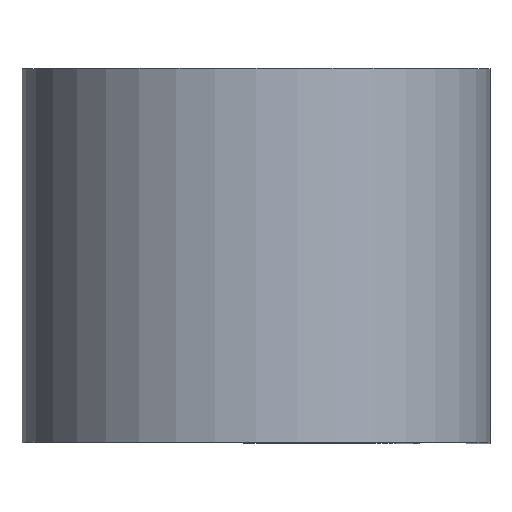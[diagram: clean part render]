
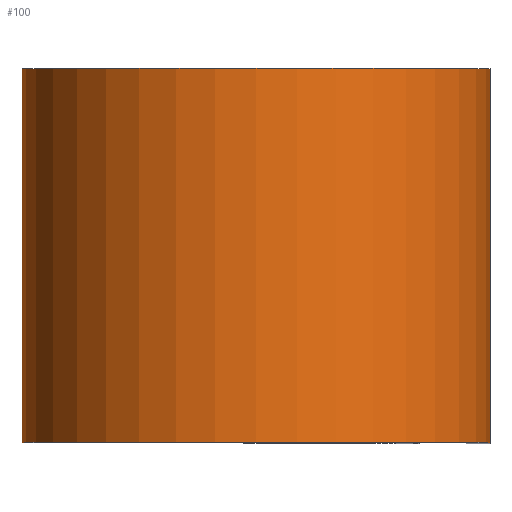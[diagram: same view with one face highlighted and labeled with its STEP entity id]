
A CAD part, top view. The second image highlights one B-rep face of the part: STEP entity #100.
In plain terms, the highlighted cylindrical face has radius 7.95 mm (diameter 15.9 mm), a partial arc.
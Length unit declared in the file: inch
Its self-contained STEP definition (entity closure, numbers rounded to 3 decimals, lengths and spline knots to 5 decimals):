
#2 = VERTEX_POINT ( 'NONE', #57 ) ;
#5 = CARTESIAN_POINT ( 'NONE',  ( 0., -0.25, -0.313 ) ) ;
#27 = ORIENTED_EDGE ( 'NONE', *, *, #151, .T. ) ;
#41 = LINE ( 'NONE', #89, #401 ) ;
#45 = DIRECTION ( 'NONE',  ( 1., 0., 0. ) ) ;
#57 = CARTESIAN_POINT ( 'NONE',  ( 0., 0.25, -0.313 ) ) ;
#74 = DIRECTION ( 'NONE',  ( 0., -1., 0. ) ) ;
#89 = CARTESIAN_POINT ( 'NONE',  ( 0.313, 0.25, 0. ) ) ;
#100 = ADVANCED_FACE ( 'NONE', ( #562 ), #127, .T. ) ;
#112 = CARTESIAN_POINT ( 'NONE',  ( 0., 0.25, 0. ) ) ;
#122 = ORIENTED_EDGE ( 'NONE', *, *, #147, .T. ) ;
#127 = CYLINDRICAL_SURFACE ( 'NONE', #635, 0.313 ) ;
#147 = EDGE_CURVE ( 'NONE', #2, #342, #292, .T. ) ;
#151 = EDGE_CURVE ( 'NONE', #342, #632, #354, .T. ) ;
#176 = CARTESIAN_POINT ( 'NONE',  ( 0.313, 0.25, 0. ) ) ;
#201 = DIRECTION ( 'NONE',  ( 0., -1., 0. ) ) ;
#218 = EDGE_CURVE ( 'NONE', #609, #632, #41, .T. ) ;
#219 = ORIENTED_EDGE ( 'NONE', *, *, #218, .F. ) ;
#265 = DIRECTION ( 'NONE',  ( 1., 0., 0. ) ) ;
#271 = DIRECTION ( 'NONE',  ( 0., 1., 0. ) ) ;
#292 = LINE ( 'NONE', #631, #439 ) ;
#299 = CARTESIAN_POINT ( 'NONE',  ( 0., -0.25, 0. ) ) ;
#330 = CIRCLE ( 'NONE', #404, 0.313 ) ;
#342 = VERTEX_POINT ( 'NONE', #5 ) ;
#343 = DIRECTION ( 'NONE',  ( 0., -1., 0. ) ) ;
#354 = CIRCLE ( 'NONE', #440, 0.313 ) ;
#388 = DIRECTION ( 'NONE',  ( 0., 1., 0. ) ) ;
#392 = EDGE_CURVE ( 'NONE', #2, #609, #330, .T. ) ;
#401 = VECTOR ( 'NONE', #343, 39.37008 ) ;
#404 = AXIS2_PLACEMENT_3D ( 'NONE', #112, #271, #265 ) ;
#420 = EDGE_LOOP ( 'NONE', ( #27, #219, #634, #122 ) ) ;
#439 = VECTOR ( 'NONE', #201, 39.37008 ) ;
#440 = AXIS2_PLACEMENT_3D ( 'NONE', #299, #388, #45 ) ;
#511 = CARTESIAN_POINT ( 'NONE',  ( 0., 0.25, 0. ) ) ;
#519 = DIRECTION ( 'NONE',  ( 0., 0., -1. ) ) ;
#562 = FACE_OUTER_BOUND ( 'NONE', #420, .T. ) ;
#609 = VERTEX_POINT ( 'NONE', #176 ) ;
#622 = CARTESIAN_POINT ( 'NONE',  ( 0.313, -0.25, 0. ) ) ;
#631 = CARTESIAN_POINT ( 'NONE',  ( 0., 0.25, -0.313 ) ) ;
#632 = VERTEX_POINT ( 'NONE', #622 ) ;
#634 = ORIENTED_EDGE ( 'NONE', *, *, #392, .F. ) ;
#635 = AXIS2_PLACEMENT_3D ( 'NONE', #511, #74, #519 ) ;
